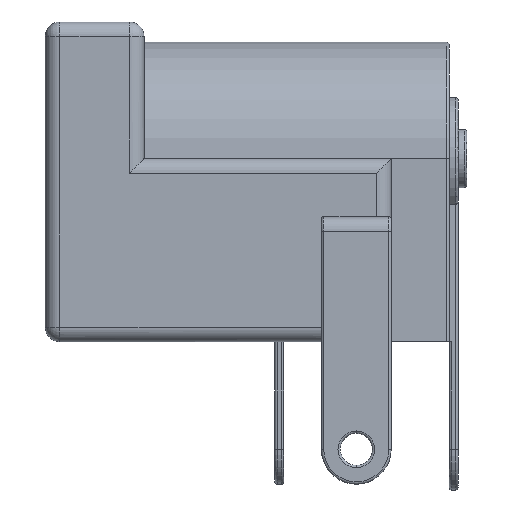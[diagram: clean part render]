
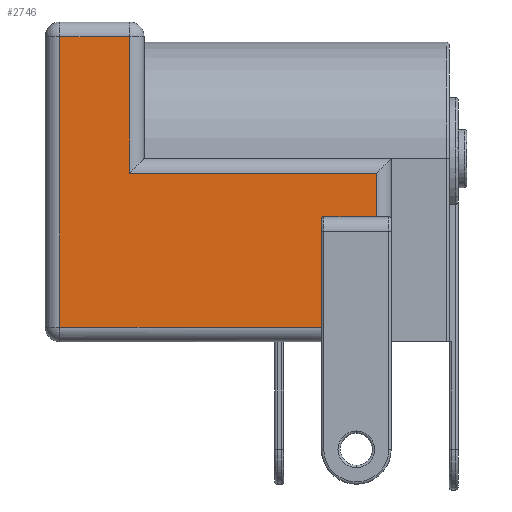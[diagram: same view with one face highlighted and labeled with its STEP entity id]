
A CAD part, left-side view. The second image highlights one B-rep face of the part: STEP entity #2746.
In plain terms, the highlighted planar face has unit normal (-1, 0, 0).
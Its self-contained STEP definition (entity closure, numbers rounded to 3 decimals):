
#29 = EDGE_CURVE ( 'NONE', #6845, #3511, #4514, .T. ) ;
#123 = VERTEX_POINT ( 'NONE', #6641 ) ;
#145 = VERTEX_POINT ( 'NONE', #2044 ) ;
#147 = CARTESIAN_POINT ( 'NONE',  ( -4.65, -3.614, 4.001 ) ) ;
#355 = VECTOR ( 'NONE', #1440, 1000. ) ;
#362 = DIRECTION ( 'NONE',  ( 0., 1., 0. ) ) ;
#425 = EDGE_CURVE ( 'NONE', #3883, #1984, #6378, .T. ) ;
#533 = CARTESIAN_POINT ( 'NONE',  ( -4.65, -3.564, 4.042 ) ) ;
#595 = CARTESIAN_POINT ( 'NONE',  ( -4.65, -3.57, 4.034 ) ) ;
#850 = VERTEX_POINT ( 'NONE', #3726 ) ;
#872 = DIRECTION ( 'NONE',  ( 0., 0., 1. ) ) ;
#941 = DIRECTION ( 'NONE',  ( 1., 0., 0. ) ) ;
#1055 = LINE ( 'NONE', #6287, #1144 ) ;
#1144 = VECTOR ( 'NONE', #2119, 1000. ) ;
#1220 = CARTESIAN_POINT ( 'NONE',  ( -4.65, -3.63, 4. ) ) ;
#1375 = VERTEX_POINT ( 'NONE', #2595 ) ;
#1391 = CARTESIAN_POINT ( 'NONE',  ( -4.65, 5.45, 6.3 ) ) ;
#1438 = CARTESIAN_POINT ( 'NONE',  ( -4.65, -3.55, 4.3 ) ) ;
#1440 = DIRECTION ( 'NONE',  ( 0., 0., -1. ) ) ;
#1504 = AXIS2_PLACEMENT_3D ( 'NONE', #4523, #941, #3548 ) ;
#1564 = CARTESIAN_POINT ( 'NONE',  ( -4.65, -3.55, 4.22 ) ) ;
#1566 = ORIENTED_EDGE ( 'NONE', *, *, #3290, .T. ) ;
#1569 = CARTESIAN_POINT ( 'NONE',  ( -4.65, 5.95, 6.3 ) ) ;
#1767 = EDGE_CURVE ( 'NONE', #4468, #3511, #5737, .T. ) ;
#1944 = AXIS2_PLACEMENT_3D ( 'NONE', #1569, #1962, #2015 ) ;
#1962 = DIRECTION ( 'NONE',  ( 1., 0., 0. ) ) ;
#1984 = VERTEX_POINT ( 'NONE', #4232 ) ;
#2015 = DIRECTION ( 'NONE',  ( 0., 0., -1. ) ) ;
#2044 = CARTESIAN_POINT ( 'NONE',  ( -4.65, 5.45, 10.5 ) ) ;
#2119 = DIRECTION ( 'NONE',  ( 0., 1., 0. ) ) ;
#2161 = ORIENTED_EDGE ( 'NONE', *, *, #3619, .T. ) ;
#2197 = EDGE_LOOP ( 'NONE', ( #3471, #5908, #5428, #6581, #2619, #4958, #6612, #1566, #4844, #4182, #5136, #2161 ) ) ;
#2253 = CARTESIAN_POINT ( 'NONE',  ( -4.65, -5.45, 0.5 ) ) ;
#2463 = CARTESIAN_POINT ( 'NONE',  ( -4.65, 5.95, 10.5 ) ) ;
#2595 = CARTESIAN_POINT ( 'NONE',  ( -4.65, -5.45, 4. ) ) ;
#2619 = ORIENTED_EDGE ( 'NONE', *, *, #3513, .T. ) ;
#2654 = VERTEX_POINT ( 'NONE', #4603 ) ;
#2724 = CARTESIAN_POINT ( 'NONE',  ( -4.65, -3.622, 4. ) ) ;
#2746 = ADVANCED_FACE ( 'NONE', ( #4086 ), #5790, .F. ) ;
#2781 = DIRECTION ( 'NONE',  ( 0., 0., -1. ) ) ;
#2840 = VECTOR ( 'NONE', #362, 1000. ) ;
#2979 = VECTOR ( 'NONE', #6676, 1000. ) ;
#3175 = EDGE_CURVE ( 'NONE', #2654, #850, #5481, .T. ) ;
#3183 = CARTESIAN_POINT ( 'NONE',  ( -4.65, -3.556, 4.06 ) ) ;
#3209 = DIRECTION ( 'NONE',  ( 0., 0., 1. ) ) ;
#3251 = CARTESIAN_POINT ( 'NONE',  ( -4.65, 3.05, 6.3 ) ) ;
#3290 = EDGE_CURVE ( 'NONE', #3880, #1375, #6129, .T. ) ;
#3326 = CARTESIAN_POINT ( 'NONE',  ( -4.65, -3.55, -3.7 ) ) ;
#3373 = EDGE_CURVE ( 'NONE', #3883, #123, #3986, .T. ) ;
#3471 = ORIENTED_EDGE ( 'NONE', *, *, #425, .F. ) ;
#3511 = VERTEX_POINT ( 'NONE', #5118 ) ;
#3513 = EDGE_CURVE ( 'NONE', #850, #145, #4195, .T. ) ;
#3527 = DIRECTION ( 'NONE',  ( 0., 1., 0. ) ) ;
#3548 = DIRECTION ( 'NONE',  ( 0., 0., -1. ) ) ;
#3619 = EDGE_CURVE ( 'NONE', #4468, #1984, #4707, .T. ) ;
#3700 = LINE ( 'NONE', #1391, #355 ) ;
#3726 = CARTESIAN_POINT ( 'NONE',  ( -4.65, 3.05, 10.5 ) ) ;
#3764 = VECTOR ( 'NONE', #4458, 1000. ) ;
#3880 = VERTEX_POINT ( 'NONE', #2253 ) ;
#3883 = VERTEX_POINT ( 'NONE', #4069 ) ;
#3968 = CARTESIAN_POINT ( 'NONE',  ( -4.65, 5.45, 0.5 ) ) ;
#3986 = LINE ( 'NONE', #6303, #3764 ) ;
#4069 = CARTESIAN_POINT ( 'NONE',  ( -4.65, -5.45, 4.3 ) ) ;
#4086 = FACE_OUTER_BOUND ( 'NONE', #2197, .T. ) ;
#4143 = VECTOR ( 'NONE', #3527, 1000. ) ;
#4182 = ORIENTED_EDGE ( 'NONE', *, *, #29, .T. ) ;
#4188 = EDGE_CURVE ( 'NONE', #145, #5175, #3700, .T. ) ;
#4195 = LINE ( 'NONE', #2463, #4143 ) ;
#4232 = CARTESIAN_POINT ( 'NONE',  ( -4.65, -3.63, 4.3 ) ) ;
#4303 = VECTOR ( 'NONE', #5159, 1000. ) ;
#4318 = CARTESIAN_POINT ( 'NONE',  ( -4.65, -3.55, 4.084 ) ) ;
#4385 = LINE ( 'NONE', #5133, #4303 ) ;
#4430 = CARTESIAN_POINT ( 'NONE',  ( -4.65, -3.552, 4.072 ) ) ;
#4458 = DIRECTION ( 'NONE',  ( 0., 0., 1. ) ) ;
#4468 = VERTEX_POINT ( 'NONE', #1564 ) ;
#4514 = B_SPLINE_CURVE_WITH_KNOTS ( 'NONE', 3,
 ( #4896, #2724, #147, #5846, #5522, #5293, #5003, #4956, #6522, #595, #533, #6552, #3183, #4430, #4318, #4795 ),
 .UNSPECIFIED., .F., .F.,
 ( 4, 3, 3, 3, 3, 4 ),
 ( 0., 0., 0., 0., 0., 0. ),
 .UNSPECIFIED. ) ;
#4523 = CARTESIAN_POINT ( 'NONE',  ( -4.65, -3.63, 4.22 ) ) ;
#4603 = CARTESIAN_POINT ( 'NONE',  ( -4.65, 3.05, 5.8 ) ) ;
#4707 = CIRCLE ( 'NONE', #1504, 0.08 ) ;
#4795 = CARTESIAN_POINT ( 'NONE',  ( -4.65, -3.55, 4.096 ) ) ;
#4844 = ORIENTED_EDGE ( 'NONE', *, *, #6523, .T. ) ;
#4896 = CARTESIAN_POINT ( 'NONE',  ( -4.65, -3.63, 4. ) ) ;
#4956 = CARTESIAN_POINT ( 'NONE',  ( -4.65, -3.581, 4.021 ) ) ;
#4958 = ORIENTED_EDGE ( 'NONE', *, *, #4188, .T. ) ;
#5003 = CARTESIAN_POINT ( 'NONE',  ( -4.65, -3.587, 4.015 ) ) ;
#5088 = EDGE_CURVE ( 'NONE', #5175, #3880, #5520, .T. ) ;
#5118 = CARTESIAN_POINT ( 'NONE',  ( -4.65, -3.55, 4.096 ) ) ;
#5133 = CARTESIAN_POINT ( 'NONE',  ( -4.65, 2.55, 5.8 ) ) ;
#5136 = ORIENTED_EDGE ( 'NONE', *, *, #1767, .F. ) ;
#5159 = DIRECTION ( 'NONE',  ( 0., 1., 0. ) ) ;
#5175 = VERTEX_POINT ( 'NONE', #3968 ) ;
#5191 = CARTESIAN_POINT ( 'NONE',  ( -4.65, -5.45, 6.3 ) ) ;
#5293 = CARTESIAN_POINT ( 'NONE',  ( -4.65, -3.593, 4.011 ) ) ;
#5428 = ORIENTED_EDGE ( 'NONE', *, *, #6022, .T. ) ;
#5481 = LINE ( 'NONE', #3251, #5498 ) ;
#5498 = VECTOR ( 'NONE', #3209, 1000. ) ;
#5520 = LINE ( 'NONE', #6786, #2979 ) ;
#5522 = CARTESIAN_POINT ( 'NONE',  ( -4.65, -3.6, 4.007 ) ) ;
#5737 = LINE ( 'NONE', #3326, #6780 ) ;
#5790 = PLANE ( 'NONE',  #1944 ) ;
#5846 = CARTESIAN_POINT ( 'NONE',  ( -4.65, -3.607, 4.004 ) ) ;
#5908 = ORIENTED_EDGE ( 'NONE', *, *, #3373, .T. ) ;
#6022 = EDGE_CURVE ( 'NONE', #123, #2654, #4385, .T. ) ;
#6129 = LINE ( 'NONE', #5191, #6143 ) ;
#6143 = VECTOR ( 'NONE', #872, 1000. ) ;
#6287 = CARTESIAN_POINT ( 'NONE',  ( -4.65, -8.55, 4. ) ) ;
#6303 = CARTESIAN_POINT ( 'NONE',  ( -4.65, -5.45, 6.3 ) ) ;
#6378 = LINE ( 'NONE', #1438, #2840 ) ;
#6522 = CARTESIAN_POINT ( 'NONE',  ( -4.65, -3.575, 4.027 ) ) ;
#6523 = EDGE_CURVE ( 'NONE', #1375, #6845, #1055, .T. ) ;
#6552 = CARTESIAN_POINT ( 'NONE',  ( -4.65, -3.559, 4.051 ) ) ;
#6581 = ORIENTED_EDGE ( 'NONE', *, *, #3175, .T. ) ;
#6612 = ORIENTED_EDGE ( 'NONE', *, *, #5088, .T. ) ;
#6641 = CARTESIAN_POINT ( 'NONE',  ( -4.65, -5.45, 5.8 ) ) ;
#6676 = DIRECTION ( 'NONE',  ( 0., -1., 0. ) ) ;
#6780 = VECTOR ( 'NONE', #2781, 1000. ) ;
#6786 = CARTESIAN_POINT ( 'NONE',  ( -4.65, 5.95, 0.5 ) ) ;
#6845 = VERTEX_POINT ( 'NONE', #1220 ) ;
